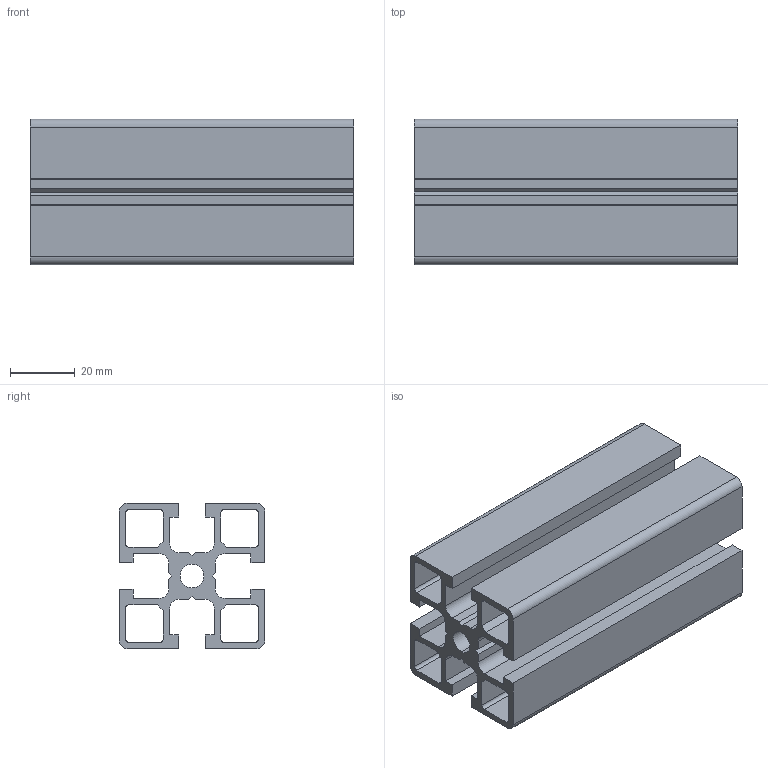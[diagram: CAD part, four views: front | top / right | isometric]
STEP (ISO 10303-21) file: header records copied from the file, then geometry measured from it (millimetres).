
FILE_DESCRIPTION (( 'STEP AP214' ), '1' );
FILE_NAME ('084.101.012.STEP', '2020-07-22T10:25:15', ( '' ), ( '' ), 'SwSTEP 2.0', 'SolidWorks 2018', '' );
FILE_SCHEMA (( 'AUTOMOTIVE_DESIGN' ));
Length unit declared in the file: millimetre
Products named in the file (1): 084.101.012
Bounding box: 100 x 45 x 45 mm (x, y, z)
Volume: 70940.1 mm3; surface area: 54870.4 mm2
Topology: 1 solids, 1 shells, 96 faces, 282 edges, 188 vertices
Faces by surface type: plane 70, cylinder 26
Entity records: 3232 total; most frequent: CARTESIAN_POINT 567, ORIENTED_EDGE 564, DIRECTION 528, EDGE_CURVE 282, VECTOR 230, LINE 230, VERTEX_POINT 188, AXIS2_PLACEMENT_3D 149
